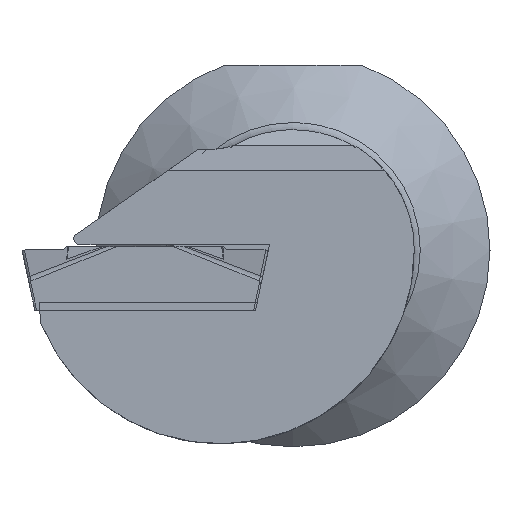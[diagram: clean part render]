
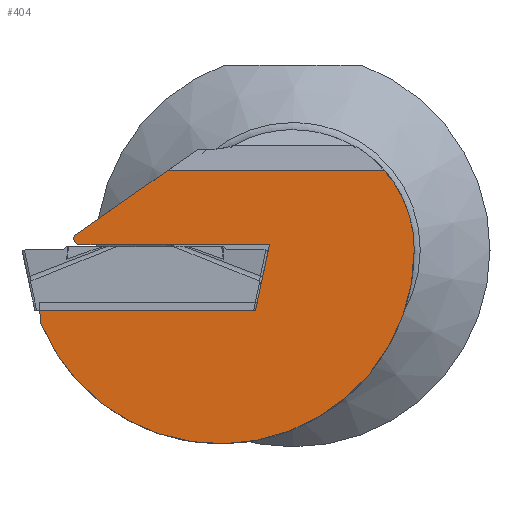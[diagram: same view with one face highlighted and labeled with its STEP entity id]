
A CAD part, left-side view. The second image highlights one B-rep face of the part: STEP entity #404.
In plain terms, the highlighted planar face has unit normal (-1, 0, 0).
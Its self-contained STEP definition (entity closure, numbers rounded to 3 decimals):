
#404=ADVANCED_FACE('',(#505),#466,.T.);
#466=PLANE('',#1497);
#505=FACE_OUTER_BOUND('',#570,.T.);
#570=EDGE_LOOP('',(#667,#668,#669,#670,#671,#672,#673,#674,#675));
#639=CIRCLE('',#1494,15.75);
#640=CIRCLE('',#1495,9.85);
#641=CIRCLE('',#1496,0.5);
#667=ORIENTED_EDGE('',*,*,#1118,.T.);
#668=ORIENTED_EDGE('',*,*,#1119,.T.);
#669=ORIENTED_EDGE('',*,*,#1120,.T.);
#670=ORIENTED_EDGE('',*,*,#1121,.T.);
#671=ORIENTED_EDGE('',*,*,#1122,.T.);
#672=ORIENTED_EDGE('',*,*,#1123,.T.);
#673=ORIENTED_EDGE('',*,*,#1124,.T.);
#674=ORIENTED_EDGE('',*,*,#1125,.T.);
#675=ORIENTED_EDGE('',*,*,#1126,.T.);
#1003=VERTEX_POINT('',#1972);
#1004=VERTEX_POINT('',#1973);
#1005=VERTEX_POINT('',#1975);
#1006=VERTEX_POINT('',#1977);
#1007=VERTEX_POINT('',#1979);
#1008=VERTEX_POINT('',#1981);
#1009=VERTEX_POINT('',#1983);
#1010=VERTEX_POINT('',#1985);
#1011=VERTEX_POINT('',#1987);
#1118=EDGE_CURVE('',#1003,#1004,#1280,.T.);
#1119=EDGE_CURVE('',#1004,#1005,#1281,.T.);
#1120=EDGE_CURVE('',#1005,#1006,#639,.T.);
#1121=EDGE_CURVE('',#1006,#1007,#640,.T.);
#1122=EDGE_CURVE('',#1007,#1008,#1282,.T.);
#1123=EDGE_CURVE('',#1008,#1009,#1283,.T.);
#1124=EDGE_CURVE('',#1009,#1010,#641,.T.);
#1125=EDGE_CURVE('',#1010,#1011,#1284,.T.);
#1126=EDGE_CURVE('',#1011,#1003,#1285,.T.);
#1280=LINE('',#1971,#1384);
#1281=LINE('',#1974,#1385);
#1282=LINE('',#1980,#1386);
#1283=LINE('',#1982,#1387);
#1284=LINE('',#1986,#1388);
#1285=LINE('',#1988,#1389);
#1384=VECTOR('',#1621,1.);
#1385=VECTOR('',#1622,1.);
#1386=VECTOR('',#1627,1.);
#1387=VECTOR('',#1628,1.);
#1388=VECTOR('',#1631,1.);
#1389=VECTOR('',#1632,1.);
#1494=AXIS2_PLACEMENT_3D('',#1976,#1623,#1624);
#1495=AXIS2_PLACEMENT_3D('',#1978,#1625,#1626);
#1496=AXIS2_PLACEMENT_3D('',#1984,#1629,#1630);
#1497=AXIS2_PLACEMENT_3D('',#1989,#1633,#1634);
#1621=DIRECTION('',(0.,1.,0.));
#1622=DIRECTION('',(0.,-0.087,-0.996));
#1623=DIRECTION('',(-1.,0.,0.));
#1624=DIRECTION('',(0.,0.,1.));
#1625=DIRECTION('',(-1.,0.,0.));
#1626=DIRECTION('',(0.,0.,1.));
#1627=DIRECTION('',(0.,1.,0.));
#1628=DIRECTION('',(0.,0.819,-0.574));
#1629=DIRECTION('',(-1.,0.,0.));
#1630=DIRECTION('',(0.,0.,1.));
#1631=DIRECTION('',(0.,-1.,0.));
#1632=DIRECTION('',(0.,0.208,-0.978));
#1633=DIRECTION('',(-1.,0.,0.));
#1634=DIRECTION('',(0.,0.,1.));
#1971=CARTESIAN_POINT('',(0.22,0.,-4.302));
#1972=CARTESIAN_POINT('',(0.22,2.909,-4.302));
#1973=CARTESIAN_POINT('',(0.22,20.621,-4.302));
#1974=CARTESIAN_POINT('',(0.22,20.838,-1.823));
#1975=CARTESIAN_POINT('',(0.22,20.476,-5.967));
#1976=CARTESIAN_POINT('',(0.22,5.9,0.));
#1977=CARTESIAN_POINT('',(0.22,-9.85,0.));
#1978=CARTESIAN_POINT('',(0.22,0.,0.));
#1979=CARTESIAN_POINT('',(0.22,-7.428,6.469));
#1980=CARTESIAN_POINT('',(0.22,-257.812,6.469));
#1981=CARTESIAN_POINT('',(0.22,10.142,6.469));
#1982=CARTESIAN_POINT('',(0.22,6.376,9.106));
#1983=CARTESIAN_POINT('',(0.22,17.733,1.153));
#1984=CARTESIAN_POINT('',(0.22,17.297,0.91));
#1985=CARTESIAN_POINT('',(0.22,17.297,0.41));
#1986=CARTESIAN_POINT('',(0.22,0.,0.41));
#1987=CARTESIAN_POINT('',(0.22,1.908,0.41));
#1988=CARTESIAN_POINT('',(0.22,1.908,0.406));
#1989=CARTESIAN_POINT('',(0.22,0.,0.));
